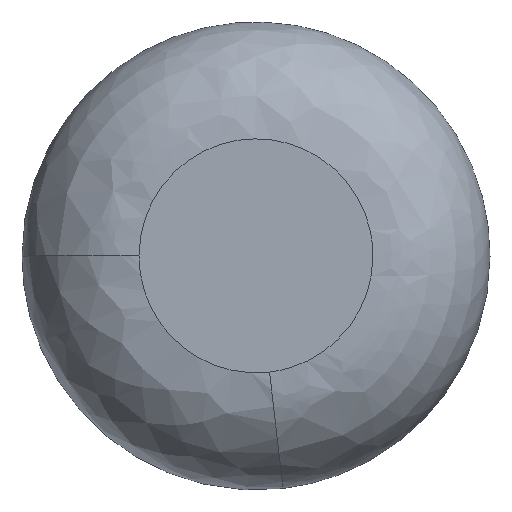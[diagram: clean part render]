
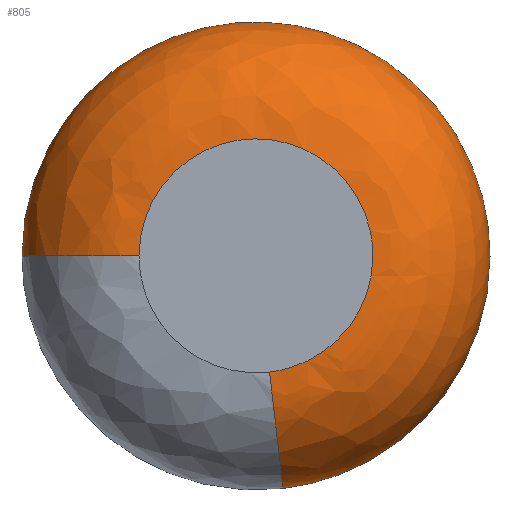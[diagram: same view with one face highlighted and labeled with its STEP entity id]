
A CAD part, top view. The second image highlights one B-rep face of the part: STEP entity #805.
In plain terms, the highlighted free-form (B-spline) face has degree [2, 2] with [5, 7] control points.
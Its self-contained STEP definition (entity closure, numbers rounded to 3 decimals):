
#631=CARTESIAN_POINT('',(0.231,-1.987,6.2));
#632=VERTEX_POINT('',#631);
#633=CARTESIAN_POINT('',(-2.0,0.0,6.2));
#634=VERTEX_POINT('',#633);
#650=CARTESIAN_POINT('',(-4.0,0.0,4.2));
#651=VERTEX_POINT('',#650);
#652=CARTESIAN_POINT('',(-4.0,0.0,4.2));
#653=CARTESIAN_POINT('',(-4.0,0.0,6.2));
#654=CARTESIAN_POINT('',(-2.,0.0,6.2));
#662=(BOUNDED_CURVE()B_SPLINE_CURVE(2,(#652,#653,#654),.UNSPECIFIED.,.F.,.U.)B_SPLINE_CURVE_WITH_KNOTS((3,3),(0.0,0.25),.UNSPECIFIED.)CURVE()GEOMETRIC_REPRESENTATION_ITEM()RATIONAL_B_SPLINE_CURVE((1.0,0.707,1.0))REPRESENTATION_ITEM(''));
#663=EDGE_CURVE('',#651,#634,#662,.T.);
#665=CARTESIAN_POINT('',(0.462,-3.973,4.2));
#666=VERTEX_POINT('',#665);
#682=CARTESIAN_POINT('',(0.462,-3.973,4.2));
#683=CARTESIAN_POINT('',(0.462,-3.973,6.2));
#684=CARTESIAN_POINT('',(0.231,-1.987,6.2));
#692=(BOUNDED_CURVE()B_SPLINE_CURVE(2,(#682,#683,#684),.UNSPECIFIED.,.F.,.U.)B_SPLINE_CURVE_WITH_KNOTS((3,3),(0.0,0.25),.UNSPECIFIED.)CURVE()GEOMETRIC_REPRESENTATION_ITEM()RATIONAL_B_SPLINE_CURVE((0.957,0.677,0.957))REPRESENTATION_ITEM(''));
#693=EDGE_CURVE('',#666,#632,#692,.T.);
#698=CARTESIAN_POINT('',(-4.0,0.0,4.2));
#699=CARTESIAN_POINT('',(-4.,0.0,6.2));
#700=CARTESIAN_POINT('',(-2.0,0.0,6.2));
#701=CARTESIAN_POINT('',(-1.928,0.0,6.2));
#702=CARTESIAN_POINT('',(-1.857,0.0,6.195));
#703=CARTESIAN_POINT('',(-4.,4.,4.2));
#704=CARTESIAN_POINT('',(-4.,4.,6.2));
#705=CARTESIAN_POINT('',(-2.,2.,6.2));
#706=CARTESIAN_POINT('',(-1.928,1.928,6.2));
#707=CARTESIAN_POINT('',(-1.857,1.857,6.195));
#708=CARTESIAN_POINT('',(0.0,4.0,4.2));
#709=CARTESIAN_POINT('',(0.0,4.,6.2));
#710=CARTESIAN_POINT('',(0.0,2.0,6.2));
#711=CARTESIAN_POINT('',(0.0,1.928,6.2));
#712=CARTESIAN_POINT('',(0.0,1.857,6.195));
#713=CARTESIAN_POINT('',(4.,4.,4.2));
#714=CARTESIAN_POINT('',(4.,4.,6.2));
#715=CARTESIAN_POINT('',(2.,2.,6.2));
#716=CARTESIAN_POINT('',(1.928,1.928,6.2));
#717=CARTESIAN_POINT('',(1.857,1.857,6.195));
#718=CARTESIAN_POINT('',(4.0,0.0,4.2));
#719=CARTESIAN_POINT('',(4.,0.0,6.2));
#720=CARTESIAN_POINT('',(2.0,0.0,6.2));
#721=CARTESIAN_POINT('',(1.928,0.0,6.2));
#722=CARTESIAN_POINT('',(1.857,0.0,6.195));
#723=CARTESIAN_POINT('',(4.,-3.562,4.2));
#724=CARTESIAN_POINT('',(4.,-3.562,6.2));
#725=CARTESIAN_POINT('',(2.,-1.781,6.2));
#726=CARTESIAN_POINT('',(1.928,-1.717,6.2));
#727=CARTESIAN_POINT('',(1.857,-1.653,6.195));
#728=CARTESIAN_POINT('',(0.462,-3.973,4.2));
#729=CARTESIAN_POINT('',(0.462,-3.973,6.2));
#730=CARTESIAN_POINT('',(0.231,-1.987,6.2));
#731=CARTESIAN_POINT('',(0.223,-1.915,6.2));
#732=CARTESIAN_POINT('',(0.214,-1.844,6.195));
#740=(BOUNDED_SURFACE()B_SPLINE_SURFACE(2,2,((#698,#703,#708,#713,#718,#723,#728),(#699,#704,#709,#714,#719,#724,#729),(#700,#705,#710,#715,#720,#725,#730),(#701,#706,#711,#716,#721,#726,#731),(#702,#707,#712,#717,#722,#727,#732)),.UNSPECIFIED.,.F.,.F.,.U.)B_SPLINE_SURFACE_WITH_KNOTS((3,2,3),(3,2,2,3),(0.0,3.314,3.479),(0.0,6.627,13.255,19.352),.UNSPECIFIED.)GEOMETRIC_REPRESENTATION_ITEM()RATIONAL_B_SPLINE_SURFACE(((1.0,0.707,1.0,0.707,1.0,0.731,0.957),(0.707,0.5,0.707,0.5,0.707,0.517,0.677),(1.0,0.707,1.0,0.707,1.0,0.731,0.957),(0.985,0.697,0.985,0.697,0.985,0.72,0.943),(0.972,0.687,0.972,0.687,0.972,0.71,0.93)))REPRESENTATION_ITEM('')SURFACE());
#741=CARTESIAN_POINT('',(2.0,0.0,6.2));
#742=VERTEX_POINT('',#741);
#743=CARTESIAN_POINT('',(2.0,0.0,6.2));
#744=CARTESIAN_POINT('',(2.,-1.781,6.2));
#745=CARTESIAN_POINT('',(0.231,-1.987,6.2));
#753=(BOUNDED_CURVE()B_SPLINE_CURVE(2,(#743,#744,#745),.UNSPECIFIED.,.F.,.U.)B_SPLINE_CURVE_WITH_KNOTS((3,3),(0.5,0.73),.UNSPECIFIED.)CURVE()GEOMETRIC_REPRESENTATION_ITEM()RATIONAL_B_SPLINE_CURVE((1.0,0.731,0.957))REPRESENTATION_ITEM(''));
#754=EDGE_CURVE('',#742,#632,#753,.T.);
#755=ORIENTED_EDGE('',*,*,#754,.T.);
#756=ORIENTED_EDGE('',*,*,#693,.F.);
#757=CARTESIAN_POINT('',(4.0,0.0,4.2));
#758=VERTEX_POINT('',#757);
#759=CARTESIAN_POINT('',(4.0,0.0,4.2));
#760=CARTESIAN_POINT('',(4.,-3.562,4.2));
#761=CARTESIAN_POINT('',(0.462,-3.973,4.2));
#769=(BOUNDED_CURVE()B_SPLINE_CURVE(2,(#759,#760,#761),.UNSPECIFIED.,.F.,.U.)B_SPLINE_CURVE_WITH_KNOTS((3,3),(0.5,0.73),.UNSPECIFIED.)CURVE()GEOMETRIC_REPRESENTATION_ITEM()RATIONAL_B_SPLINE_CURVE((1.0,0.731,0.957))REPRESENTATION_ITEM(''));
#770=EDGE_CURVE('',#758,#666,#769,.T.);
#771=ORIENTED_EDGE('',*,*,#770,.F.);
#772=CARTESIAN_POINT('',(-4.0,0.0,4.2));
#773=CARTESIAN_POINT('',(-4.,4.,4.2));
#774=CARTESIAN_POINT('',(0.0,4.0,4.2));
#775=CARTESIAN_POINT('',(4.,4.,4.2));
#776=CARTESIAN_POINT('',(4.0,0.0,4.2));
#784=(BOUNDED_CURVE()B_SPLINE_CURVE(2,(#772,#773,#774,#775,#776),.UNSPECIFIED.,.F.,.U.)B_SPLINE_CURVE_WITH_KNOTS((3,2,3),(0.0,0.25,0.5),.UNSPECIFIED.)CURVE()GEOMETRIC_REPRESENTATION_ITEM()RATIONAL_B_SPLINE_CURVE((1.0,0.707,1.0,0.707,1.0))REPRESENTATION_ITEM(''));
#785=EDGE_CURVE('',#651,#758,#784,.T.);
#786=ORIENTED_EDGE('',*,*,#785,.F.);
#787=ORIENTED_EDGE('',*,*,#663,.T.);
#788=CARTESIAN_POINT('',(-2.0,0.0,6.2));
#789=CARTESIAN_POINT('',(-2.,2.,6.2));
#790=CARTESIAN_POINT('',(0.0,2.0,6.2));
#791=CARTESIAN_POINT('',(2.,2.,6.2));
#792=CARTESIAN_POINT('',(2.0,0.0,6.2));
#800=(BOUNDED_CURVE()B_SPLINE_CURVE(2,(#788,#789,#790,#791,#792),.UNSPECIFIED.,.F.,.U.)B_SPLINE_CURVE_WITH_KNOTS((3,2,3),(0.0,0.25,0.5),.UNSPECIFIED.)CURVE()GEOMETRIC_REPRESENTATION_ITEM()RATIONAL_B_SPLINE_CURVE((1.0,0.707,1.0,0.707,1.0))REPRESENTATION_ITEM(''));
#801=EDGE_CURVE('',#634,#742,#800,.T.);
#802=ORIENTED_EDGE('',*,*,#801,.T.);
#803=EDGE_LOOP('',(#755,#756,#771,#786,#787,#802));
#804=FACE_OUTER_BOUND('',#803,.T.);
#805=ADVANCED_FACE('',(#804),#740,.T.);
